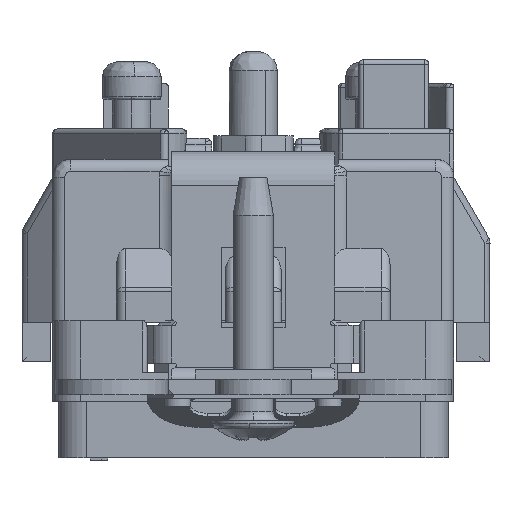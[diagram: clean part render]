
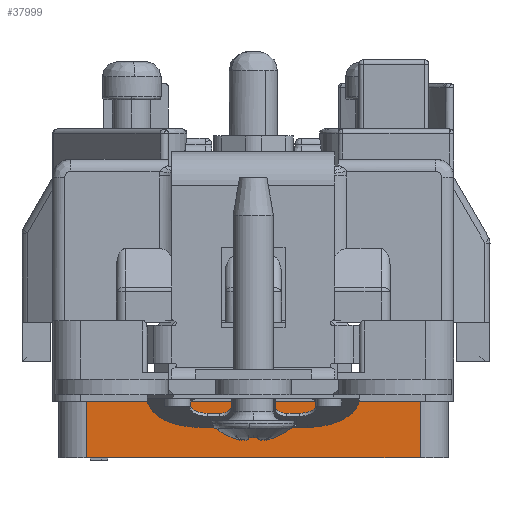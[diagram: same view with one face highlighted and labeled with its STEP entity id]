
A CAD part, front view. The second image highlights one B-rep face of the part: STEP entity #37999.
In plain terms, the highlighted planar face has unit normal (0, -1, 0).
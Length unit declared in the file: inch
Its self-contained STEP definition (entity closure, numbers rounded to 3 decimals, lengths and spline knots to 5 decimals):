
#221 = VERTEX_POINT ( 'NONE', #17816 ) ;
#851 = VECTOR ( 'NONE', #20382, 39.37008 ) ;
#3666 = DIRECTION ( 'NONE',  ( 0., 1., 0. ) ) ;
#6731 = EDGE_CURVE ( 'NONE', #21948, #221, #69021, .T. ) ;
#8398 = CARTESIAN_POINT ( 'NONE',  ( 0.552, -1.305, -0.422 ) ) ;
#17056 = ORIENTED_EDGE ( 'NONE', *, *, #35253, .F. ) ;
#17816 = CARTESIAN_POINT ( 'NONE',  ( 0.552, -1.305, -0.609 ) ) ;
#17875 = CARTESIAN_POINT ( 'NONE',  ( 0.64512, -1.305, -0.609 ) ) ;
#18263 = LINE ( 'NONE', #17875, #76935 ) ;
#18484 = DIRECTION ( 'NONE',  ( 0., 0., 1. ) ) ;
#19442 = DIRECTION ( 'NONE',  ( -1., 0., 0. ) ) ;
#19505 = AXIS2_PLACEMENT_3D ( 'NONE', #27083, #3666, #27493 ) ;
#19834 = FACE_OUTER_BOUND ( 'NONE', #34217, .T. ) ;
#20382 = DIRECTION ( 'NONE',  ( 1., 0., 0. ) ) ;
#20464 = CARTESIAN_POINT ( 'NONE',  ( 0.552, -1.305, -0.42188 ) ) ;
#21948 = VERTEX_POINT ( 'NONE', #8398 ) ;
#26899 = VECTOR ( 'NONE', #18484, 39.37008 ) ;
#27083 = CARTESIAN_POINT ( 'NONE',  ( -0.55212, -1.305, -0.42188 ) ) ;
#27140 = CARTESIAN_POINT ( 'NONE',  ( -0.552, -1.305, -0.609 ) ) ;
#27493 = DIRECTION ( 'NONE',  ( 0., 0., 1. ) ) ;
#27512 = ORIENTED_EDGE ( 'NONE', *, *, #75049, .F. ) ;
#28911 = ORIENTED_EDGE ( 'NONE', *, *, #6731, .F. ) ;
#30961 = LINE ( 'NONE', #55560, #851 ) ;
#34217 = EDGE_LOOP ( 'NONE', ( #27512, #17056, #28911, #38932 ) ) ;
#35253 = EDGE_CURVE ( 'NONE', #221, #72464, #18263, .T. ) ;
#37634 = VECTOR ( 'NONE', #68624, 39.37008 ) ;
#37999 = ADVANCED_FACE ( 'NONE', ( #19834 ), #51326, .F. ) ;
#38932 = ORIENTED_EDGE ( 'NONE', *, *, #54720, .F. ) ;
#42743 = CARTESIAN_POINT ( 'NONE',  ( -0.552, -1.305, -0.60912 ) ) ;
#44573 = CARTESIAN_POINT ( 'NONE',  ( -0.552, -1.305, -0.422 ) ) ;
#51326 = PLANE ( 'NONE',  #19505 ) ;
#54720 = EDGE_CURVE ( 'NONE', #56818, #21948, #30961, .T. ) ;
#55560 = CARTESIAN_POINT ( 'NONE',  ( -0.55212, -1.305, -0.422 ) ) ;
#56818 = VERTEX_POINT ( 'NONE', #44573 ) ;
#68624 = DIRECTION ( 'NONE',  ( 0., 0., -1. ) ) ;
#69021 = LINE ( 'NONE', #20464, #37634 ) ;
#72464 = VERTEX_POINT ( 'NONE', #27140 ) ;
#75049 = EDGE_CURVE ( 'NONE', #72464, #56818, #78787, .T. ) ;
#76935 = VECTOR ( 'NONE', #19442, 39.37008 ) ;
#78787 = LINE ( 'NONE', #42743, #26899 ) ;
